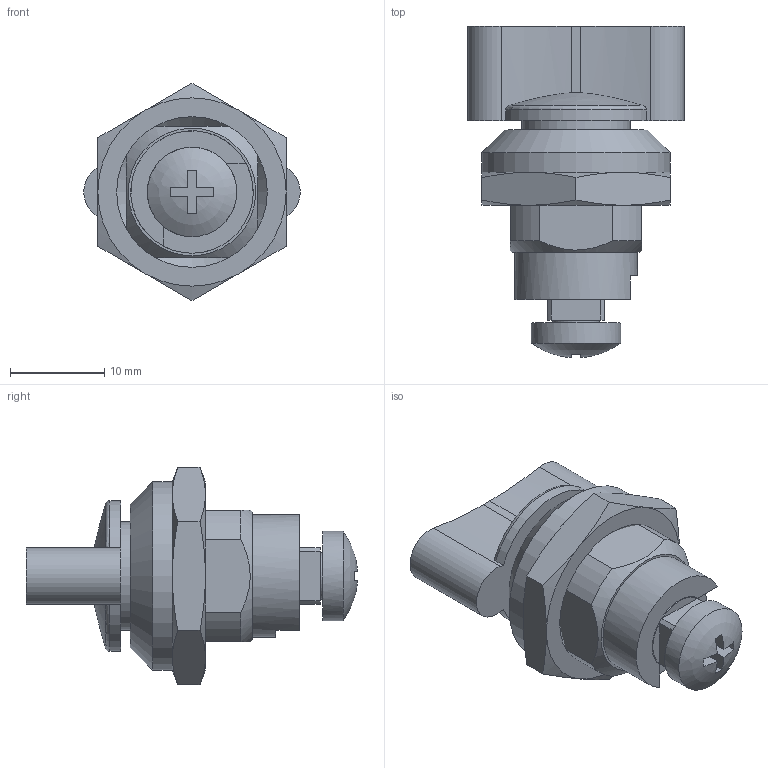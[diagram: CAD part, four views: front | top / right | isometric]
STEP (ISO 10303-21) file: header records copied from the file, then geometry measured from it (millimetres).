
FILE_DESCRIPTION( ( 'STEP AP214' ), '1' );
FILE_NAME( 'K0518.301320.stp', '2020-12-08T10:38:21', ( '' ), ( '' ), ' ', 'PARTsolutions', ' ' );
FILE_SCHEMA( ( 'AUTOMOTIVE_DESIGN { 1 0 10303 214 1 1 1 1 }' ) );
Length unit declared in the file: millimetre
Products named in the file (5): K0518.301320; _NDM._k0518_huelse; _k0518_mutter_16; _k0518_schraube_5; _K0518_betaetigung_3
Assembly tree (4 placements, depth 2):
  K0518.301320
    _NDM._k0518_huelse
    _k0518_mutter_16
    _k0518_schraube_5
    _K0518_betaetigung_3
Bounding box: 22.98 x 35.17 x 23.09 mm (x, y, z)
Volume: 5427.1 mm3; surface area: 4710.5 mm2
Topology: 4 solids, 4 shells, 98 faces, 230 edges, 147 vertices
Faces by surface type: plane 47, cylinder 27, cone 19, bspline 2, torus 2, sphere 1
Full cylindrical faces by diameter (mm): 4.134 x1, 5 x1, 8 x1, 8.2 x1, 9.2 x1, 9.5 x1, 11.5 x1, 11.8 x1, 13 x1, 13.835 x1, 20 x1
Entity records: 3732 total; most frequent: CARTESIAN_POINT 715, DIRECTION 462, ORIENTED_EDGE 412, EDGE_CURVE 206, AXIS2_PLACEMENT_3D 193, VERTEX_POINT 142, EDGE_LOOP 128, FACE_OUTER_BOUND 110
